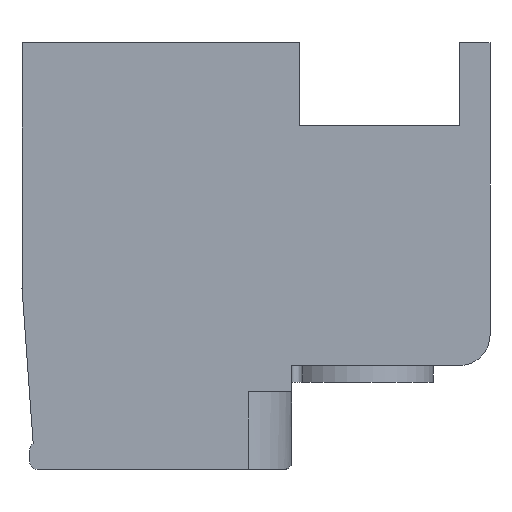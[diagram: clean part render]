
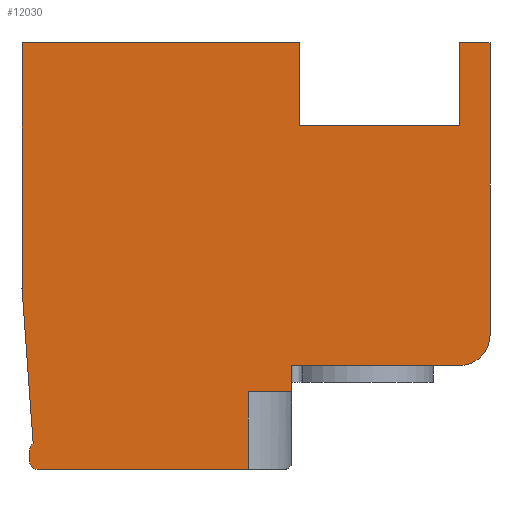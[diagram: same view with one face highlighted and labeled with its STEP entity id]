
A CAD part, front view. The second image highlights one B-rep face of the part: STEP entity #12030.
In plain terms, the highlighted planar face has unit normal (0, -1, 0).
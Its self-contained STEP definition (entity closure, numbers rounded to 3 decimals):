
#1=DIRECTION('',(0.,0.,1.));
#2=VECTOR('',#1,2.05);
#3=CARTESIAN_POINT('',(-0.15,0.,-6.175));
#4=LINE('',#3,#2);
#5=DIRECTION('',(-1.,0.,0.));
#6=VECTOR('',#5,5.6);
#7=CARTESIAN_POINT('',(-0.15,0.,-6.175));
#8=LINE('',#7,#6);
#9=CARTESIAN_POINT('',(-5.75,0.,-5.975));
#10=DIRECTION('',(0.,1.,0.));
#11=DIRECTION('',(0.,0.,-1.));
#12=AXIS2_PLACEMENT_3D('',#9,#10,#11);
#14=DIRECTION('',(0.,0.,1.));
#15=VECTOR('',#14,0.3);
#16=CARTESIAN_POINT('',(-5.95,0.,-5.975));
#17=LINE('',#16,#15);
#18=CARTESIAN_POINT('',(-5.75,0.,-5.675));
#19=DIRECTION('',(0.,1.,0.));
#20=DIRECTION('',(-1.,0.,0.));
#21=AXIS2_PLACEMENT_3D('',#18,#19,#20);
#23=DIRECTION('',(-0.072,0.,0.997));
#24=VECTOR('',#23,4.13);
#25=CARTESIAN_POINT('',(-5.854,0.,-5.504));
#26=LINE('',#25,#24);
#27=DIRECTION('',(0.,0.,1.));
#28=VECTOR('',#27,6.51);
#29=CARTESIAN_POINT('',(-6.15,0.,-1.385));
#30=LINE('',#29,#28);
#31=DIRECTION('',(1.,0.,0.));
#32=VECTOR('',#31,7.35);
#33=CARTESIAN_POINT('',(-6.15,0.,5.125));
#34=LINE('',#33,#32);
#35=DIRECTION('',(0.,0.,-1.));
#36=VECTOR('',#35,2.2);
#37=CARTESIAN_POINT('',(1.2,0.,5.125));
#38=LINE('',#37,#36);
#39=DIRECTION('',(1.,0.,0.));
#40=VECTOR('',#39,4.25);
#41=CARTESIAN_POINT('',(1.2,0.,2.925));
#42=LINE('',#41,#40);
#43=DIRECTION('',(0.,0.,1.));
#44=VECTOR('',#43,2.2);
#45=CARTESIAN_POINT('',(5.45,0.,2.925));
#46=LINE('',#45,#44);
#47=DIRECTION('',(1.,0.,0.));
#48=VECTOR('',#47,0.8);
#49=CARTESIAN_POINT('',(5.45,0.,5.125));
#50=LINE('',#49,#48);
#51=DIRECTION('',(0.,0.,-1.));
#52=VECTOR('',#51,7.75);
#53=CARTESIAN_POINT('',(6.25,0.,5.125));
#54=LINE('',#53,#52);
#55=CARTESIAN_POINT('',(5.45,0.,-2.625));
#56=DIRECTION('',(0.,1.,0.));
#57=DIRECTION('',(1.,0.,0.));
#58=AXIS2_PLACEMENT_3D('',#55,#56,#57);
#60=DIRECTION('',(-1.,0.,0.));
#61=VECTOR('',#60,4.45);
#62=CARTESIAN_POINT('',(5.45,0.,-3.425));
#63=LINE('',#62,#61);
#64=DIRECTION('',(0.,0.,-1.));
#65=VECTOR('',#64,0.7);
#66=CARTESIAN_POINT('',(1.,0.,-3.425));
#67=LINE('',#66,#65);
#68=DIRECTION('',(1.,0.,0.));
#69=VECTOR('',#68,1.15);
#70=CARTESIAN_POINT('',(-0.15,0.,-4.125));
#71=LINE('',#70,#69);
#9271=CARTESIAN_POINT('',(6.25,0.,5.125));
#9272=CARTESIAN_POINT('',(6.25,0.,-2.625));
#9273=VERTEX_POINT('',#9271);
#9274=VERTEX_POINT('',#9272);
#9275=CARTESIAN_POINT('',(5.45,0.,-3.425));
#9276=VERTEX_POINT('',#9275);
#9277=CARTESIAN_POINT('',(1.,0.,-3.425));
#9278=VERTEX_POINT('',#9277);
#9279=CARTESIAN_POINT('',(-5.75,0.,-6.175));
#9280=CARTESIAN_POINT('',(-5.95,0.,-5.975));
#9281=VERTEX_POINT('',#9279);
#9282=VERTEX_POINT('',#9280);
#9283=CARTESIAN_POINT('',(-5.95,0.,-5.675));
#9284=VERTEX_POINT('',#9283);
#9285=CARTESIAN_POINT('',(-5.854,0.,-5.504));
#9286=VERTEX_POINT('',#9285);
#9287=CARTESIAN_POINT('',(-6.15,0.,-1.385));
#9288=VERTEX_POINT('',#9287);
#9289=CARTESIAN_POINT('',(-6.15,0.,5.125));
#9290=VERTEX_POINT('',#9289);
#9291=CARTESIAN_POINT('',(1.2,0.,5.125));
#9292=CARTESIAN_POINT('',(1.2,0.,2.925));
#9293=VERTEX_POINT('',#9291);
#9294=VERTEX_POINT('',#9292);
#9295=CARTESIAN_POINT('',(5.45,0.,2.925));
#9296=VERTEX_POINT('',#9295);
#9297=CARTESIAN_POINT('',(5.45,0.,5.125));
#9298=VERTEX_POINT('',#9297);
#9469=CARTESIAN_POINT('',(-0.15,0.,-6.175));
#9470=CARTESIAN_POINT('',(-0.15,0.,-4.125));
#9471=VERTEX_POINT('',#9469);
#9472=VERTEX_POINT('',#9470);
#9473=CARTESIAN_POINT('',(1.,0.,-4.125));
#9474=VERTEX_POINT('',#9473);
#11989=CARTESIAN_POINT('',(0.,0.,0.));
#11990=DIRECTION('',(0.,1.,0.));
#11991=DIRECTION('',(1.,0.,0.));
#11992=AXIS2_PLACEMENT_3D('',#11989,#11990,#11991);
#11993=PLANE('',#11992);
#11995=ORIENTED_EDGE('',*,*,#11994,.F.);
#11997=ORIENTED_EDGE('',*,*,#11996,.T.);
#11999=ORIENTED_EDGE('',*,*,#11998,.T.);
#12001=ORIENTED_EDGE('',*,*,#12000,.T.);
#12003=ORIENTED_EDGE('',*,*,#12002,.T.);
#12005=ORIENTED_EDGE('',*,*,#12004,.T.);
#12007=ORIENTED_EDGE('',*,*,#12006,.T.);
#12009=ORIENTED_EDGE('',*,*,#12008,.T.);
#12011=ORIENTED_EDGE('',*,*,#12010,.T.);
#12013=ORIENTED_EDGE('',*,*,#12012,.T.);
#12015=ORIENTED_EDGE('',*,*,#12014,.T.);
#12017=ORIENTED_EDGE('',*,*,#12016,.T.);
#12019=ORIENTED_EDGE('',*,*,#12018,.T.);
#12021=ORIENTED_EDGE('',*,*,#12020,.T.);
#12023=ORIENTED_EDGE('',*,*,#12022,.T.);
#12025=ORIENTED_EDGE('',*,*,#12024,.T.);
#12027=ORIENTED_EDGE('',*,*,#12026,.F.);
#12028=EDGE_LOOP('',(#11995,#11997,#11999,#12001,#12003,#12005,#12007,#12009,
#12011,#12013,#12015,#12017,#12019,#12021,#12023,#12025,#12027));
#12029=FACE_OUTER_BOUND('',#12028,.F.);
#12030=ADVANCED_FACE('',(#12029),#11993,.F.);
#13=CIRCLE('',#12,0.2);
#22=CIRCLE('',#21,0.2);
#59=CIRCLE('',#58,0.8);
#11994=EDGE_CURVE('',#9471,#9472,#4,.T.);
#11996=EDGE_CURVE('',#9471,#9281,#8,.T.);
#11998=EDGE_CURVE('',#9281,#9282,#13,.T.);
#12000=EDGE_CURVE('',#9282,#9284,#17,.T.);
#12002=EDGE_CURVE('',#9284,#9286,#22,.T.);
#12004=EDGE_CURVE('',#9286,#9288,#26,.T.);
#12006=EDGE_CURVE('',#9288,#9290,#30,.T.);
#12008=EDGE_CURVE('',#9290,#9293,#34,.T.);
#12010=EDGE_CURVE('',#9293,#9294,#38,.T.);
#12012=EDGE_CURVE('',#9294,#9296,#42,.T.);
#12014=EDGE_CURVE('',#9296,#9298,#46,.T.);
#12016=EDGE_CURVE('',#9298,#9273,#50,.T.);
#12018=EDGE_CURVE('',#9273,#9274,#54,.T.);
#12020=EDGE_CURVE('',#9274,#9276,#59,.T.);
#12022=EDGE_CURVE('',#9276,#9278,#63,.T.);
#12024=EDGE_CURVE('',#9278,#9474,#67,.T.);
#12026=EDGE_CURVE('',#9472,#9474,#71,.T.);
